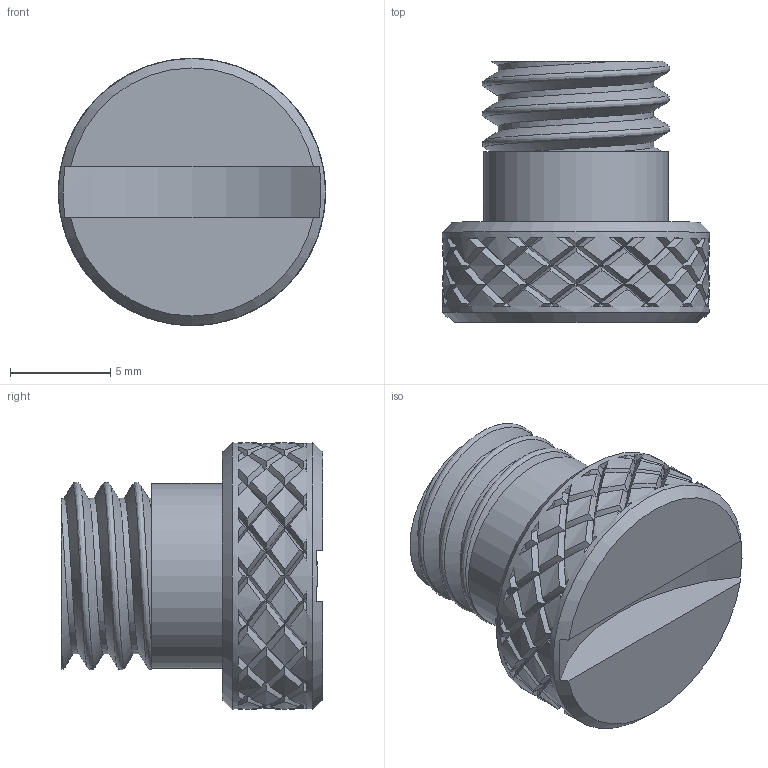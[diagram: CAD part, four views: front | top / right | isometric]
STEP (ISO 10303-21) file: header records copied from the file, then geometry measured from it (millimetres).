
FILE_DESCRIPTION(/* description */ (''),/* implementation_level */ '2;1');
FILE_NAME(/* name */ 'screw-coin-slot.step',/* time_stamp */ '2024-05-17T13:24:18-04:00',/* author */ (''),/* organization */ (''),/* preprocessor_version */ 'ST-DEVELOPER v20',/* originating_system */ 'Autodesk Translation Framework v13.14.0.145',/* authorisation */ '');
FILE_SCHEMA (('AUTOMOTIVE_DESIGN { 1 0 10303 214 3 1 1 }'));
Length unit declared in the file: millimetre
Products named in the file (1): screw-coin-slot
Bounding box: 13.3 x 13 x 13.3 mm (x, y, z)
Volume: 1002.5 mm3; surface area: 982.5 mm2
Topology: 1 solids, 1 shells, 423 faces, 932 edges, 513 vertices
Faces by surface type: bspline 323, plane 57, cylinder 41, cone 2
Full cylindrical faces by diameter (mm): 4.085 x1, 7.734 x2, 9.215 x1, 13.3 x2
Entity records: 17116 total; most frequent: CARTESIAN_POINT 10629, ORIENTED_EDGE 1864, EDGE_CURVE 932, B_SPLINE_CURVE_WITH_KNOTS 853, VERTEX_POINT 513, EDGE_LOOP 425, FACE_OUTER_BOUND 423, ADVANCED_FACE 423
